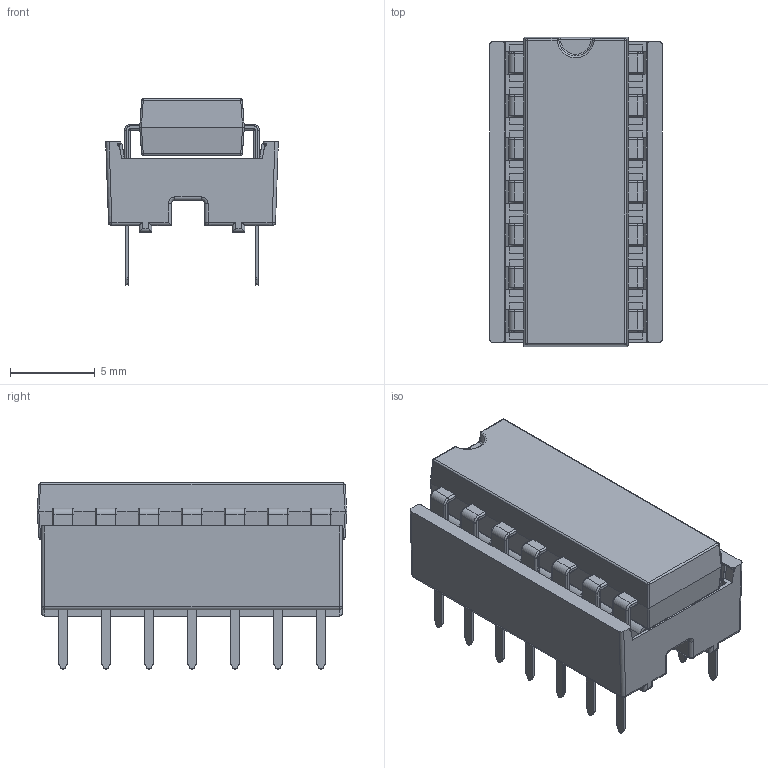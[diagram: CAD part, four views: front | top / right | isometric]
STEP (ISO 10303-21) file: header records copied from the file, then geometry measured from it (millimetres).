
FILE_DESCRIPTION(/* description */ (''),/* implementation_level */ '2;1');
FILE_NAME(/* name */ 'DIP-14 W7.62mm IC with Socket.stp',/* time_stamp */ '2019-09-26T15:18:42+02:00',/* author */ ('PCB-Tech'),/* organization */ (''),/* preprocessor_version */ 'ST-DEVELOPER v17.2',/* originating_system */ 'Autodesk Inventor 2019',/* authorisation */ '');
FILE_SCHEMA (('AUTOMOTIVE_DESIGN { 1 0 10303 214 3 1 1 }'));
Length unit declared in the file: millimetre
Products named in the file (6): DIP-14 W7.62mm IC with Socket; Stamped Dual Wipe Contact for DIP Sockets; Body DIP-14 P7.62mm Socket; DIP-14 7.62mm Package; DIP-14 W7.62; IC Beinchen
Assembly tree (31 placements, depth 3):
  DIP-14 W7.62mm IC with Socket
    Stamped Dual Wipe Contact for DIP Sockets  x14
    Body DIP-14 P7.62mm Socket
    DIP-14 7.62mm Package
      IC Beinchen  x14
      DIP-14 W7.62
Bounding box: 10.2 x 18.3 x 11.01 mm (x, y, z)
Volume: 856.8 mm3; surface area: 2318 mm2
Topology: 30 solids, 30 shells, 5502 faces, 13360 edges, 8013 vertices
Faces by surface type: plane 1725, cylinder 1605, bspline 1256, torus 705, sphere 211
Entity records: 32752 total; most frequent: CARTESIAN_POINT 12176, ORIENTED_EDGE 4374, DIRECTION 4055, EDGE_CURVE 2187, LINE 1475, VECTOR 1475, VERTEX_POINT 1369, AXIS2_PLACEMENT_3D 1290
